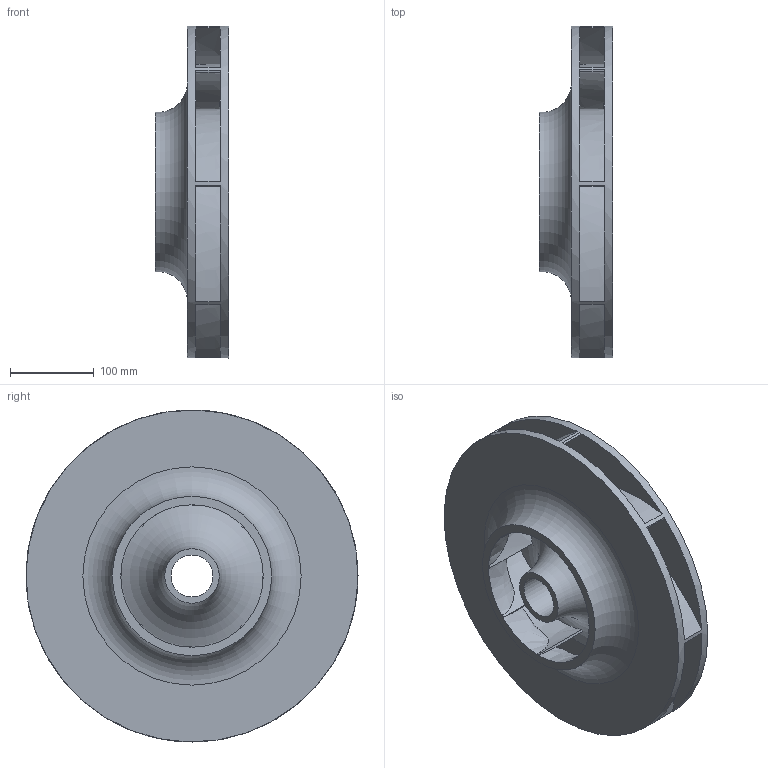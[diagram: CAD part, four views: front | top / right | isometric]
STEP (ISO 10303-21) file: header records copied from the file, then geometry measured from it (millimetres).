
FILE_DESCRIPTION(('Open CASCADE Model'),'2;1');
FILE_NAME('Open CASCADE Shape Model','2025-05-28T00:00:56',('Author'),( 'Open CASCADE'),'Open CASCADE STEP processor 7.7','Open CASCADE 7.7' ,'Unknown');
FILE_SCHEMA(('AUTOMOTIVE_DESIGN { 1 0 10303 214 1 1 1 1 }'));
Products named in the file (1): Open CASCADE STEP translator 7.7 21
Bounding box: 87.2 x 395.6 x 395.6 mm (x, y, z)
Volume: 3264900.4 mm3; surface area: 620798.3 mm2
Topology: 1 solids, 1 shells, 61 faces, 197 edges, 131 vertices
Faces by surface type: plane 36, extrusion 16, revolution 4, torus 3, cylinder 2
Full cylindrical faces by diameter (mm): 50 x1
Entity records: 38400 total; most frequent: CARTESIAN_POINT 35048, DIRECTION 418, ORIENTED_EDGE 394, PCURVE 394, DEFINITIONAL_REPRESENTATION 394, B_SPLINE_CURVE_WITH_KNOTS 333, VECTOR 230, LINE 214
